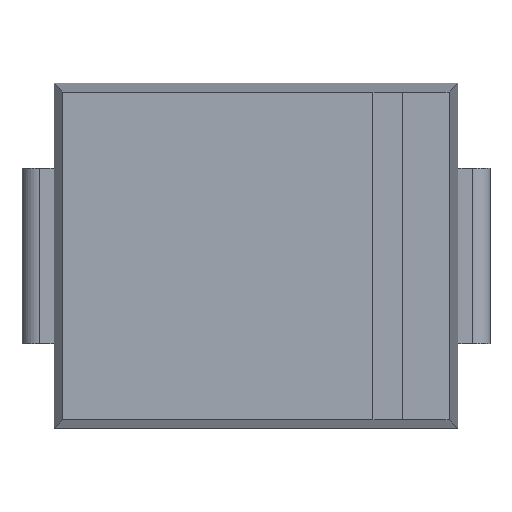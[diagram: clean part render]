
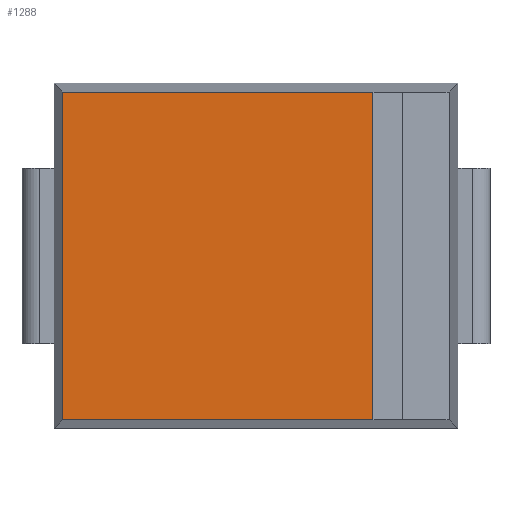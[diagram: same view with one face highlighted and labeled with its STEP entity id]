
A CAD part, top view. The second image highlights one B-rep face of the part: STEP entity #1288.
In plain terms, the highlighted planar face has unit normal (0, 0, 1).
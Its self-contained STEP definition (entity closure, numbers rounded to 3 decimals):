
#786 = EDGE_CURVE('',#787,#789,#791,.T.);
#787 = VERTEX_POINT('',#788);
#788 = CARTESIAN_POINT('',(-3.3,2.8,2.48));
#789 = VERTEX_POINT('',#790);
#790 = CARTESIAN_POINT('',(2.,2.8,2.48));
#791 = LINE('',#792,#793);
#792 = CARTESIAN_POINT('',(-3.3,2.8,2.48));
#793 = VECTOR('',#794,1.);
#794 = DIRECTION('',(1.,0.,0.));
#984 = VERTEX_POINT('',#985);
#985 = CARTESIAN_POINT('',(2.,-2.8,2.48));
#991 = EDGE_CURVE('',#984,#992,#994,.T.);
#992 = VERTEX_POINT('',#993);
#993 = CARTESIAN_POINT('',(-3.3,-2.8,2.48));
#994 = LINE('',#995,#996);
#995 = CARTESIAN_POINT('',(3.3,-2.8,2.48));
#996 = VECTOR('',#997,1.);
#997 = DIRECTION('',(-1.,0.,0.));
#1288 = ADVANCED_FACE('',(#1289),#1305,.F.);
#1289 = FACE_BOUND('',#1290,.F.);
#1290 = EDGE_LOOP('',(#1291,#1297,#1298,#1304));
#1291 = ORIENTED_EDGE('',*,*,#1292,.T.);
#1292 = EDGE_CURVE('',#789,#984,#1293,.T.);
#1293 = LINE('',#1294,#1295);
#1294 = CARTESIAN_POINT('',(2.,-1.4,2.48));
#1295 = VECTOR('',#1296,1.);
#1296 = DIRECTION('',(0.,-1.,0.));
#1297 = ORIENTED_EDGE('',*,*,#991,.T.);
#1298 = ORIENTED_EDGE('',*,*,#1299,.T.);
#1299 = EDGE_CURVE('',#992,#787,#1300,.T.);
#1300 = LINE('',#1301,#1302);
#1301 = CARTESIAN_POINT('',(-3.3,-2.8,2.48));
#1302 = VECTOR('',#1303,1.);
#1303 = DIRECTION('',(0.,1.,0.));
#1304 = ORIENTED_EDGE('',*,*,#786,.T.);
#1305 = PLANE('',#1306);
#1306 = AXIS2_PLACEMENT_3D('',#1307,#1308,#1309);
#1307 = CARTESIAN_POINT('',(0.,0.,2.48)
  );
#1308 = DIRECTION('',(0.,0.,-1.));
#1309 = DIRECTION('',(1.,0.,0.));
